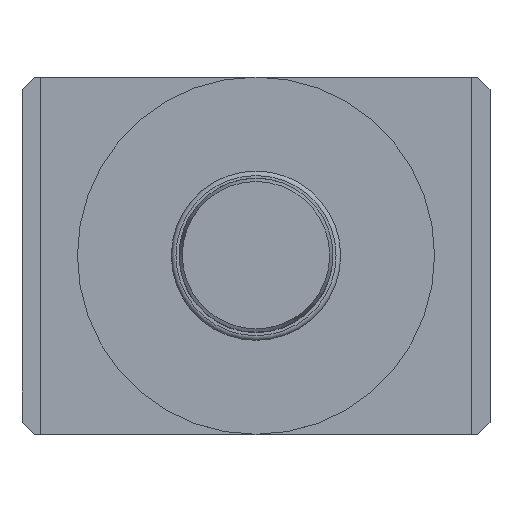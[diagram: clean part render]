
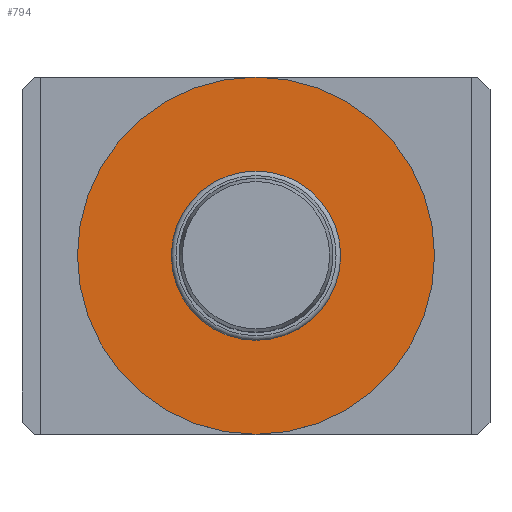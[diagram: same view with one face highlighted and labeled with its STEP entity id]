
A CAD part, top view. The second image highlights one B-rep face of the part: STEP entity #794.
In plain terms, the highlighted planar face has unit normal (0, 0, 1).
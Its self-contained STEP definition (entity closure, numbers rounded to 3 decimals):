
#660=FACE_BOUND('',#1200,.T.);
#661=FACE_BOUND('',#1201,.T.);
#794=ADVANCED_FACE('',(#660,#661),#917,.F.);
#917=PLANE('',#2859);
#1200=EDGE_LOOP('',(#1752));
#1201=EDGE_LOOP('',(#1753));
#1752=ORIENTED_EDGE('',*,*,#2284,.F.);
#1753=ORIENTED_EDGE('',*,*,#2510,.F.);
#2033=VERTEX_POINT('',#4188);
#2185=VERTEX_POINT('',#4655);
#2284=EDGE_CURVE('',#2033,#2033,#2625,.T.);
#2510=EDGE_CURVE('',#2185,#2185,#2659,.T.);
#2625=CIRCLE('',#2728,13.663);
#2659=CIRCLE('',#2857,29.);
#2728=AXIS2_PLACEMENT_3D('',#4187,#2975,#2976);
#2857=AXIS2_PLACEMENT_3D('',#4654,#3411,#3412);
#2859=AXIS2_PLACEMENT_3D('',#4657,#3415,#3416);
#2975=DIRECTION('',(0.,0.,1.));
#2976=DIRECTION('',(-1.,0.,0.));
#3411=DIRECTION('',(0.,0.,-1.));
#3412=DIRECTION('',(-1.,0.,0.));
#3415=DIRECTION('',(0.,0.,-1.));
#3416=DIRECTION('',(1.,0.,0.));
#4187=CARTESIAN_POINT('',(0.,0.,0.));
#4188=CARTESIAN_POINT('',(-13.663,0.,0.));
#4654=CARTESIAN_POINT('',(0.,0.,0.));
#4655=CARTESIAN_POINT('',(-29.,0.,0.));
#4657=CARTESIAN_POINT('',(-35.,29.,0.));
